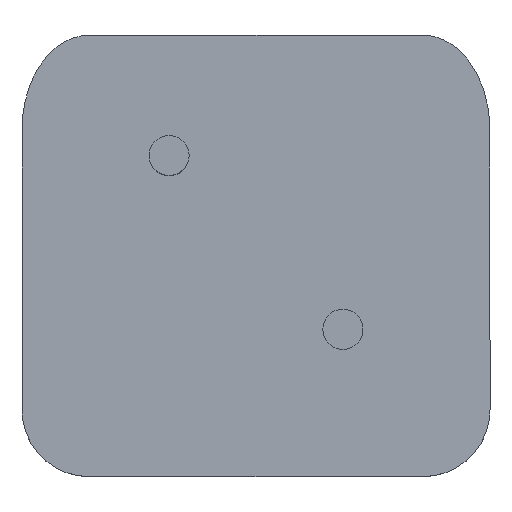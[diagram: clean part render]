
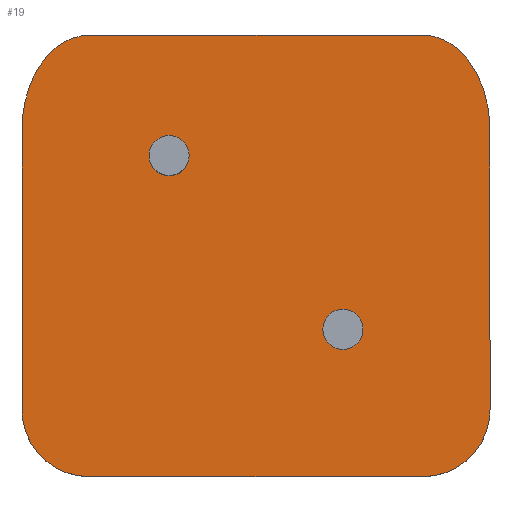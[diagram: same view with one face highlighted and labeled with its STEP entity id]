
A CAD part, top view. The second image highlights one B-rep face of the part: STEP entity #19.
In plain terms, the highlighted planar face has unit normal (0, 0, 1).
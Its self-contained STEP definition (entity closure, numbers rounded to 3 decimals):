
#10 =( BOUNDED_CURVE ( )  B_SPLINE_CURVE ( 3, ( #392, #21, #195, #530 ),
 .UNSPECIFIED., .F., .T. ) 
 B_SPLINE_CURVE_WITH_KNOTS ( ( 4, 4 ),
 ( 0., 1.571 ),
 .UNSPECIFIED. ) 
 CURVE ( )  GEOMETRIC_REPRESENTATION_ITEM ( )  RATIONAL_B_SPLINE_CURVE ( ( 1., 0.805, 0.805, 1. ) ) 
 REPRESENTATION_ITEM ( '' )  );
#12 = EDGE_CURVE ( 'NONE', #159, #138, #487, .T. ) ;
#15 = LINE ( 'NONE', #336, #64 ) ;
#18 = CARTESIAN_POINT ( 'NONE',  ( 30., 33., 3. ) ) ;
#19 = ADVANCED_FACE ( 'NONE', ( #35, #188, #347 ), #194, .F. ) ;
#21 = CARTESIAN_POINT ( 'NONE',  ( 2.071, 33., 3. ) ) ;
#26 = VERTEX_POINT ( 'NONE', #270 ) ;
#31 = CIRCLE ( 'NONE', #417, 5. ) ;
#35 = FACE_BOUND ( 'NONE', #247, .T. ) ;
#39 = CARTESIAN_POINT ( 'NONE',  ( 11., 24., 3. ) ) ;
#43 = VERTEX_POINT ( 'NONE', #313 ) ;
#45 = AXIS2_PLACEMENT_3D ( 'NONE', #355, #228, #110 ) ;
#46 = VECTOR ( 'NONE', #502, 1000. ) ;
#49 = EDGE_CURVE ( 'NONE', #482, #57, #183, .T. ) ;
#54 = AXIS2_PLACEMENT_3D ( 'NONE', #145, #443, #354 ) ;
#57 = VERTEX_POINT ( 'NONE', #235 ) ;
#60 = ORIENTED_EDGE ( 'NONE', *, *, #255, .F. ) ;
#64 = VECTOR ( 'NONE', #173, 1000. ) ;
#66 = DIRECTION ( 'NONE',  ( 0., 0., 1. ) ) ;
#70 = DIRECTION ( 'NONE',  ( 0., 0., 1. ) ) ;
#76 = DIRECTION ( 'NONE',  ( -1., 0., 0. ) ) ;
#78 = ORIENTED_EDGE ( 'NONE', *, *, #12, .T. ) ;
#83 = CARTESIAN_POINT ( 'NONE',  ( 0., 0., 3. ) ) ;
#89 = EDGE_CURVE ( 'NONE', #138, #241, #338, .T. ) ;
#91 = CARTESIAN_POINT ( 'NONE',  ( 24., 11., 3. ) ) ;
#110 = DIRECTION ( 'NONE',  ( -1., 0., 0. ) ) ;
#112 = EDGE_CURVE ( 'NONE', #43, #26, #200, .T. ) ;
#134 = CARTESIAN_POINT ( 'NONE',  ( 0., 0., 3. ) ) ;
#138 = VERTEX_POINT ( 'NONE', #18 ) ;
#145 = CARTESIAN_POINT ( 'NONE',  ( 0., 0., 3. ) ) ;
#150 = CARTESIAN_POINT ( 'NONE',  ( 30., 33., 3. ) ) ;
#156 = VERTEX_POINT ( 'NONE', #254 ) ;
#159 = VERTEX_POINT ( 'NONE', #221 ) ;
#164 = EDGE_CURVE ( 'NONE', #280, #159, #15, .T. ) ;
#173 = DIRECTION ( 'NONE',  ( 0., 1., 0. ) ) ;
#183 = CIRCLE ( 'NONE', #234, 1.5 ) ;
#185 = VERTEX_POINT ( 'NONE', #342 ) ;
#186 = EDGE_CURVE ( 'NONE', #249, #477, #512, .T. ) ;
#188 = FACE_BOUND ( 'NONE', #226, .T. ) ;
#190 = ORIENTED_EDGE ( 'NONE', *, *, #453, .T. ) ;
#194 = PLANE ( 'NONE',  #54 ) ;
#195 = CARTESIAN_POINT ( 'NONE',  ( 0., 30.071, 3. ) ) ;
#200 = CIRCLE ( 'NONE', #534, 1.5 ) ;
#207 = VECTOR ( 'NONE', #505, 1000. ) ;
#213 = DIRECTION ( 'NONE',  ( 0., 0., 1. ) ) ;
#221 = CARTESIAN_POINT ( 'NONE',  ( 35., 25.929, 3. ) ) ;
#225 = AXIS2_PLACEMENT_3D ( 'NONE', #39, #321, #76 ) ;
#226 = EDGE_LOOP ( 'NONE', ( #531, #306 ) ) ;
#228 = DIRECTION ( 'NONE',  ( 0., 0., 1. ) ) ;
#233 = CARTESIAN_POINT ( 'NONE',  ( 5., 5., 3. ) ) ;
#234 = AXIS2_PLACEMENT_3D ( 'NONE', #272, #70, #529 ) ;
#235 = CARTESIAN_POINT ( 'NONE',  ( 9.5, 24., 3. ) ) ;
#241 = VERTEX_POINT ( 'NONE', #480 ) ;
#244 = CIRCLE ( 'NONE', #267, 5. ) ;
#247 = EDGE_LOOP ( 'NONE', ( #60, #430 ) ) ;
#249 = VERTEX_POINT ( 'NONE', #436 ) ;
#254 = CARTESIAN_POINT ( 'NONE',  ( 30., 0., 3. ) ) ;
#255 = EDGE_CURVE ( 'NONE', #26, #43, #360, .T. ) ;
#260 = ORIENTED_EDGE ( 'NONE', *, *, #164, .T. ) ;
#261 = EDGE_CURVE ( 'NONE', #477, #185, #244, .T. ) ;
#267 = AXIS2_PLACEMENT_3D ( 'NONE', #233, #66, #398 ) ;
#269 = EDGE_CURVE ( 'NONE', #241, #249, #10, .T. ) ;
#270 = CARTESIAN_POINT ( 'NONE',  ( 22.5, 11., 3. ) ) ;
#272 = CARTESIAN_POINT ( 'NONE',  ( 11., 24., 3. ) ) ;
#274 = CARTESIAN_POINT ( 'NONE',  ( 35., 30.071, 3. ) ) ;
#277 = CARTESIAN_POINT ( 'NONE',  ( 30., 5., 3. ) ) ;
#279 = CARTESIAN_POINT ( 'NONE',  ( 35., 25.929, 3. ) ) ;
#280 = VERTEX_POINT ( 'NONE', #521 ) ;
#281 = LINE ( 'NONE', #83, #46 ) ;
#284 = CARTESIAN_POINT ( 'NONE',  ( 0., 5., 3. ) ) ;
#288 = ORIENTED_EDGE ( 'NONE', *, *, #433, .T. ) ;
#306 = ORIENTED_EDGE ( 'NONE', *, *, #49, .F. ) ;
#310 = VECTOR ( 'NONE', #422, 1000. ) ;
#313 = CARTESIAN_POINT ( 'NONE',  ( 25.5, 11., 3. ) ) ;
#321 = DIRECTION ( 'NONE',  ( 0., 0., 1. ) ) ;
#336 = CARTESIAN_POINT ( 'NONE',  ( 35., 0., 3. ) ) ;
#338 = LINE ( 'NONE', #468, #207 ) ;
#342 = CARTESIAN_POINT ( 'NONE',  ( 5., 0., 3. ) ) ;
#343 = ORIENTED_EDGE ( 'NONE', *, *, #261, .T. ) ;
#347 = FACE_OUTER_BOUND ( 'NONE', #486, .T. ) ;
#354 = DIRECTION ( 'NONE',  ( -1., 0., 0. ) ) ;
#355 = CARTESIAN_POINT ( 'NONE',  ( 24., 11., 3. ) ) ;
#360 = CIRCLE ( 'NONE', #45, 1.5 ) ;
#377 = CIRCLE ( 'NONE', #225, 1.5 ) ;
#380 = EDGE_CURVE ( 'NONE', #57, #482, #377, .T. ) ;
#392 = CARTESIAN_POINT ( 'NONE',  ( 5., 33., 3. ) ) ;
#398 = DIRECTION ( 'NONE',  ( -1., 0., 0. ) ) ;
#413 = ORIENTED_EDGE ( 'NONE', *, *, #89, .T. ) ;
#417 = AXIS2_PLACEMENT_3D ( 'NONE', #277, #498, #489 ) ;
#422 = DIRECTION ( 'NONE',  ( 0., -1., 0. ) ) ;
#429 = DIRECTION ( 'NONE',  ( -1., 0., 0. ) ) ;
#430 = ORIENTED_EDGE ( 'NONE', *, *, #112, .F. ) ;
#433 = EDGE_CURVE ( 'NONE', #156, #280, #31, .T. ) ;
#436 = CARTESIAN_POINT ( 'NONE',  ( 0., 25.929, 3. ) ) ;
#443 = DIRECTION ( 'NONE',  ( 0., 0., -1. ) ) ;
#447 = CARTESIAN_POINT ( 'NONE',  ( 32.929, 33., 3. ) ) ;
#453 = EDGE_CURVE ( 'NONE', #185, #156, #281, .T. ) ;
#454 = ORIENTED_EDGE ( 'NONE', *, *, #186, .T. ) ;
#468 = CARTESIAN_POINT ( 'NONE',  ( 0., 33., 3. ) ) ;
#477 = VERTEX_POINT ( 'NONE', #284 ) ;
#480 = CARTESIAN_POINT ( 'NONE',  ( 5., 33., 3. ) ) ;
#482 = VERTEX_POINT ( 'NONE', #532 ) ;
#486 = EDGE_LOOP ( 'NONE', ( #454, #343, #190, #288, #260, #78, #413, #490 ) ) ;
#487 =( BOUNDED_CURVE ( )  B_SPLINE_CURVE ( 3, ( #279, #274, #447, #150 ),
 .UNSPECIFIED., .F., .T. ) 
 B_SPLINE_CURVE_WITH_KNOTS ( ( 4, 4 ),
 ( 1.571, 3.142 ),
 .UNSPECIFIED. ) 
 CURVE ( )  GEOMETRIC_REPRESENTATION_ITEM ( )  RATIONAL_B_SPLINE_CURVE ( ( 1., 0.805, 0.805, 1. ) ) 
 REPRESENTATION_ITEM ( '' )  );
#489 = DIRECTION ( 'NONE',  ( -1., 0., 0. ) ) ;
#490 = ORIENTED_EDGE ( 'NONE', *, *, #269, .T. ) ;
#498 = DIRECTION ( 'NONE',  ( 0., 0., 1. ) ) ;
#502 = DIRECTION ( 'NONE',  ( 1., 0., 0. ) ) ;
#505 = DIRECTION ( 'NONE',  ( -1., 0., 0. ) ) ;
#512 = LINE ( 'NONE', #134, #310 ) ;
#521 = CARTESIAN_POINT ( 'NONE',  ( 35., 5., 3. ) ) ;
#529 = DIRECTION ( 'NONE',  ( -1., 0., 0. ) ) ;
#530 = CARTESIAN_POINT ( 'NONE',  ( 0., 25.929, 3. ) ) ;
#531 = ORIENTED_EDGE ( 'NONE', *, *, #380, .F. ) ;
#532 = CARTESIAN_POINT ( 'NONE',  ( 12.5, 24., 3. ) ) ;
#534 = AXIS2_PLACEMENT_3D ( 'NONE', #91, #213, #429 ) ;
